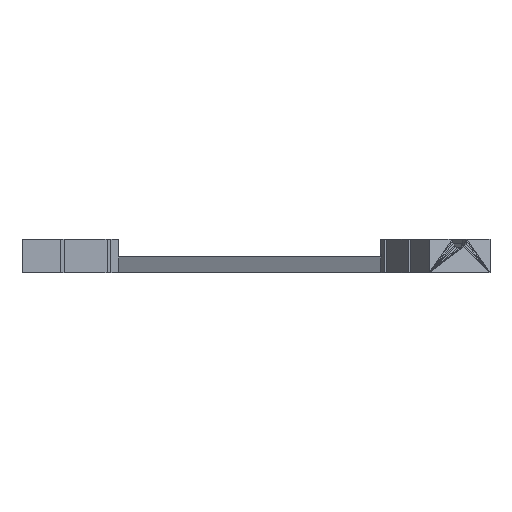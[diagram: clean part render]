
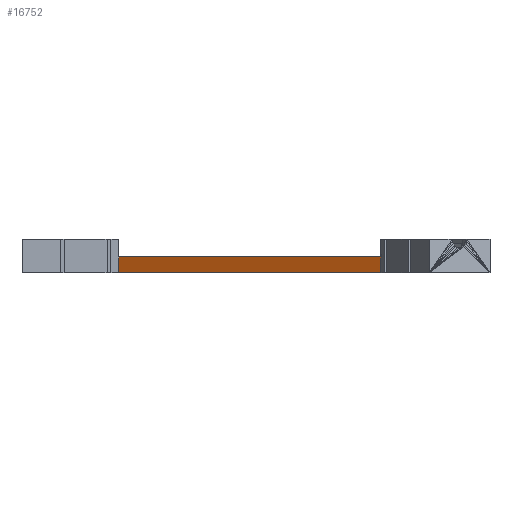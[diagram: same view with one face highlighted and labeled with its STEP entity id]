
A CAD part, left-side view. The second image highlights one B-rep face of the part: STEP entity #16752.
In plain terms, the highlighted planar face has unit normal (-0.866, 0.5, 0).
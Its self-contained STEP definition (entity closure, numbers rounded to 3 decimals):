
#3188 = PLANE('',#3189);
#3189 = AXIS2_PLACEMENT_3D('',#3190,#3191,#3192);
#3190 = CARTESIAN_POINT('',(138.065,-511.235,
    0.));
#3191 = DIRECTION('',(0.,0.,-1.));
#3192 = DIRECTION('',(-1.,0.,0.));
#3743 = PLANE('',#3744);
#3744 = AXIS2_PLACEMENT_3D('',#3745,#3746,#3747);
#3745 = CARTESIAN_POINT('',(92.911,-532.5,
    4.25));
#3746 = DIRECTION('',(-0.5,0.866,0.)
  );
#3747 = DIRECTION('',(0.866,0.5,0.));
#4311 = PLANE('',#4312);
#4312 = AXIS2_PLACEMENT_3D('',#4313,#4314,#4315);
#4313 = CARTESIAN_POINT('',(141.578,-514.794,4.));
#4314 = DIRECTION('',(0.,0.,1.));
#4315 = DIRECTION('',(1.,0.,-0.));
#5722 = VERTEX_POINT('',#5723);
#5723 = CARTESIAN_POINT('',(93.777,-532.,4.));
#7266 = VERTEX_POINT('',#7267);
#7267 = CARTESIAN_POINT('',(93.777,-532.,
    0.));
#7288 = EDGE_CURVE('',#7289,#7266,#7291,.T.);
#7289 = VERTEX_POINT('',#7290);
#7290 = CARTESIAN_POINT('',(132.578,-464.794,
    0.));
#7291 = SURFACE_CURVE('',#7292,(#7296,#7303),.PCURVE_S1.);
#7292 = LINE('',#7293,#7294);
#7293 = CARTESIAN_POINT('',(132.578,-464.794,
    0.));
#7294 = VECTOR('',#7295,1.);
#7295 = DIRECTION('',(-0.5,-0.866,0.)
  );
#7296 = PCURVE('',#3188,#7297);
#7297 = DEFINITIONAL_REPRESENTATION('',(#7298),#7302);
#7298 = LINE('',#7299,#7300);
#7299 = CARTESIAN_POINT('',(5.487,46.44));
#7300 = VECTOR('',#7301,1.);
#7301 = DIRECTION('',(0.5,-0.866));
#7302 = ( GEOMETRIC_REPRESENTATION_CONTEXT(2) 
PARAMETRIC_REPRESENTATION_CONTEXT() REPRESENTATION_CONTEXT('2D SPACE',''
  ) );
#7303 = PCURVE('',#7304,#7309);
#7304 = PLANE('',#7305);
#7305 = AXIS2_PLACEMENT_3D('',#7306,#7307,#7308);
#7306 = CARTESIAN_POINT('',(113.178,-498.397,
    2.));
#7307 = DIRECTION('',(-0.866,0.5,0.)
  );
#7308 = DIRECTION('',(-0.5,-0.866,0.)
  );
#7309 = DEFINITIONAL_REPRESENTATION('',(#7310),#7314);
#7310 = LINE('',#7311,#7312);
#7311 = CARTESIAN_POINT('',(-38.801,-2.));
#7312 = VECTOR('',#7313,1.);
#7313 = DIRECTION('',(1.,0.));
#7314 = ( GEOMETRIC_REPRESENTATION_CONTEXT(2) 
PARAMETRIC_REPRESENTATION_CONTEXT() REPRESENTATION_CONTEXT('2D SPACE',''
  ) );
#7332 = PLANE('',#7333);
#7333 = AXIS2_PLACEMENT_3D('',#7334,#7335,#7336);
#7334 = CARTESIAN_POINT('',(132.578,-463.794,
    4.25));
#7335 = DIRECTION('',(-1.,0.,0.));
#7336 = DIRECTION('',(0.,-1.,0.));
#16752 = ADVANCED_FACE('',(#16753),#7304,.T.);
#16753 = FACE_BOUND('',#16754,.T.);
#16754 = EDGE_LOOP('',(#16755,#16776,#16799,#16820));
#16755 = ORIENTED_EDGE('',*,*,#16756,.T.);
#16756 = EDGE_CURVE('',#7266,#5722,#16757,.T.);
#16757 = SURFACE_CURVE('',#16758,(#16762,#16769),.PCURVE_S1.);
#16758 = LINE('',#16759,#16760);
#16759 = CARTESIAN_POINT('',(93.777,-532.,
    0.));
#16760 = VECTOR('',#16761,1.);
#16761 = DIRECTION('',(0.,0.,1.));
#16762 = PCURVE('',#7304,#16763);
#16763 = DEFINITIONAL_REPRESENTATION('',(#16764),#16768);
#16764 = LINE('',#16765,#16766);
#16765 = CARTESIAN_POINT('',(38.801,-2.));
#16766 = VECTOR('',#16767,1.);
#16767 = DIRECTION('',(0.,1.));
#16768 = ( GEOMETRIC_REPRESENTATION_CONTEXT(2) 
PARAMETRIC_REPRESENTATION_CONTEXT() REPRESENTATION_CONTEXT('2D SPACE',''
  ) );
#16769 = PCURVE('',#3743,#16770);
#16770 = DEFINITIONAL_REPRESENTATION('',(#16771),#16775);
#16771 = LINE('',#16772,#16773);
#16772 = CARTESIAN_POINT('',(1.,4.25));
#16773 = VECTOR('',#16774,1.);
#16774 = DIRECTION('',(0.,-1.));
#16775 = ( GEOMETRIC_REPRESENTATION_CONTEXT(2) 
PARAMETRIC_REPRESENTATION_CONTEXT() REPRESENTATION_CONTEXT('2D SPACE',''
  ) );
#16776 = ORIENTED_EDGE('',*,*,#16777,.T.);
#16777 = EDGE_CURVE('',#5722,#16778,#16780,.T.);
#16778 = VERTEX_POINT('',#16779);
#16779 = CARTESIAN_POINT('',(132.578,-464.794,4.));
#16780 = SURFACE_CURVE('',#16781,(#16785,#16792),.PCURVE_S1.);
#16781 = LINE('',#16782,#16783);
#16782 = CARTESIAN_POINT('',(93.777,-532.,4.));
#16783 = VECTOR('',#16784,1.);
#16784 = DIRECTION('',(0.5,0.866,0.));
#16785 = PCURVE('',#7304,#16786);
#16786 = DEFINITIONAL_REPRESENTATION('',(#16787),#16791);
#16787 = LINE('',#16788,#16789);
#16788 = CARTESIAN_POINT('',(38.801,2.));
#16789 = VECTOR('',#16790,1.);
#16790 = DIRECTION('',(-1.,0.));
#16791 = ( GEOMETRIC_REPRESENTATION_CONTEXT(2) 
PARAMETRIC_REPRESENTATION_CONTEXT() REPRESENTATION_CONTEXT('2D SPACE',''
  ) );
#16792 = PCURVE('',#4311,#16793);
#16793 = DEFINITIONAL_REPRESENTATION('',(#16794),#16798);
#16794 = LINE('',#16795,#16796);
#16795 = CARTESIAN_POINT('',(-47.801,-17.206));
#16796 = VECTOR('',#16797,1.);
#16797 = DIRECTION('',(0.5,0.866));
#16798 = ( GEOMETRIC_REPRESENTATION_CONTEXT(2) 
PARAMETRIC_REPRESENTATION_CONTEXT() REPRESENTATION_CONTEXT('2D SPACE',''
  ) );
#16799 = ORIENTED_EDGE('',*,*,#16800,.F.);
#16800 = EDGE_CURVE('',#7289,#16778,#16801,.T.);
#16801 = SURFACE_CURVE('',#16802,(#16806,#16813),.PCURVE_S1.);
#16802 = LINE('',#16803,#16804);
#16803 = CARTESIAN_POINT('',(132.578,-464.794,
    0.));
#16804 = VECTOR('',#16805,1.);
#16805 = DIRECTION('',(0.,0.,1.));
#16806 = PCURVE('',#7304,#16807);
#16807 = DEFINITIONAL_REPRESENTATION('',(#16808),#16812);
#16808 = LINE('',#16809,#16810);
#16809 = CARTESIAN_POINT('',(-38.801,-2.));
#16810 = VECTOR('',#16811,1.);
#16811 = DIRECTION('',(0.,1.));
#16812 = ( GEOMETRIC_REPRESENTATION_CONTEXT(2) 
PARAMETRIC_REPRESENTATION_CONTEXT() REPRESENTATION_CONTEXT('2D SPACE',''
  ) );
#16813 = PCURVE('',#7332,#16814);
#16814 = DEFINITIONAL_REPRESENTATION('',(#16815),#16819);
#16815 = LINE('',#16816,#16817);
#16816 = CARTESIAN_POINT('',(1.,-4.25));
#16817 = VECTOR('',#16818,1.);
#16818 = DIRECTION('',(0.,1.));
#16819 = ( GEOMETRIC_REPRESENTATION_CONTEXT(2) 
PARAMETRIC_REPRESENTATION_CONTEXT() REPRESENTATION_CONTEXT('2D SPACE',''
  ) );
#16820 = ORIENTED_EDGE('',*,*,#7288,.T.);
